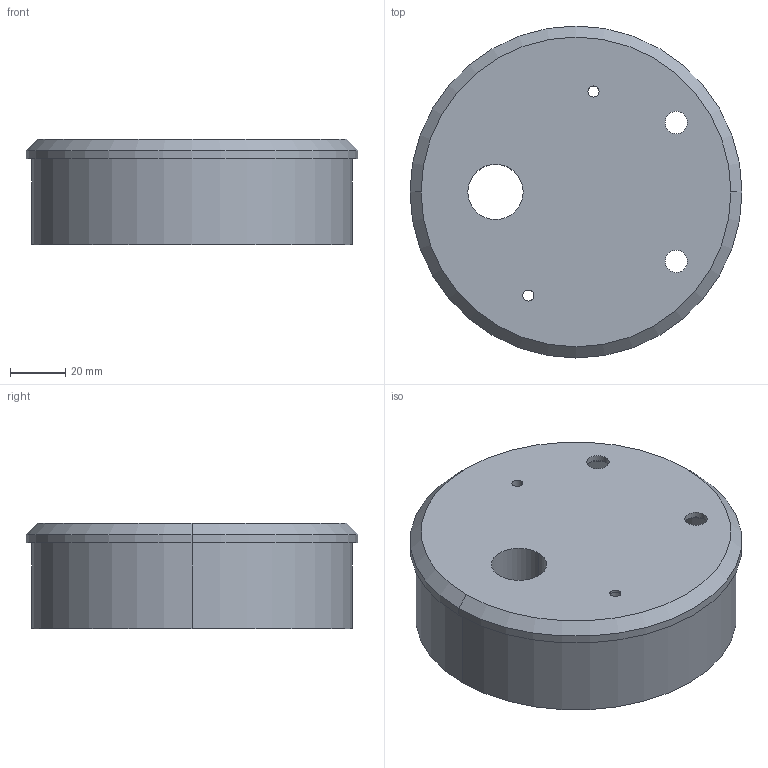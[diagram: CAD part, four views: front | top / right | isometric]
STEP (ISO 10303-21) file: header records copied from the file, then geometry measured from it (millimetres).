
FILE_DESCRIPTION (( 'STEP AP203' ), '1' );
FILE_NAME ('support tonearm.STEP', '2019-02-18T18:10:16', ( '' ), ( '' ), 'SwSTEP 2.0', 'SolidWorks 2014', '' );
FILE_SCHEMA (( 'CONFIG_CONTROL_DESIGN' ));
Length unit declared in the file: millimetre
Products named in the file (1): support tonearm
Bounding box: 120 x 120 x 38 mm (x, y, z)
Volume: 175512.8 mm3; surface area: 53532.4 mm2
Topology: 1 solids, 1 shells, 126 faces, 322 edges, 189 vertices
Faces by surface type: cylinder 72, cone 32, plane 22
Entity records: 3726 total; most frequent: DIRECTION 695, CARTESIAN_POINT 608, ORIENTED_EDGE 584, EDGE_CURVE 292, AXIS2_PLACEMENT_3D 276, VERTEX_POINT 189, EDGE_LOOP 157, CIRCLE 149
